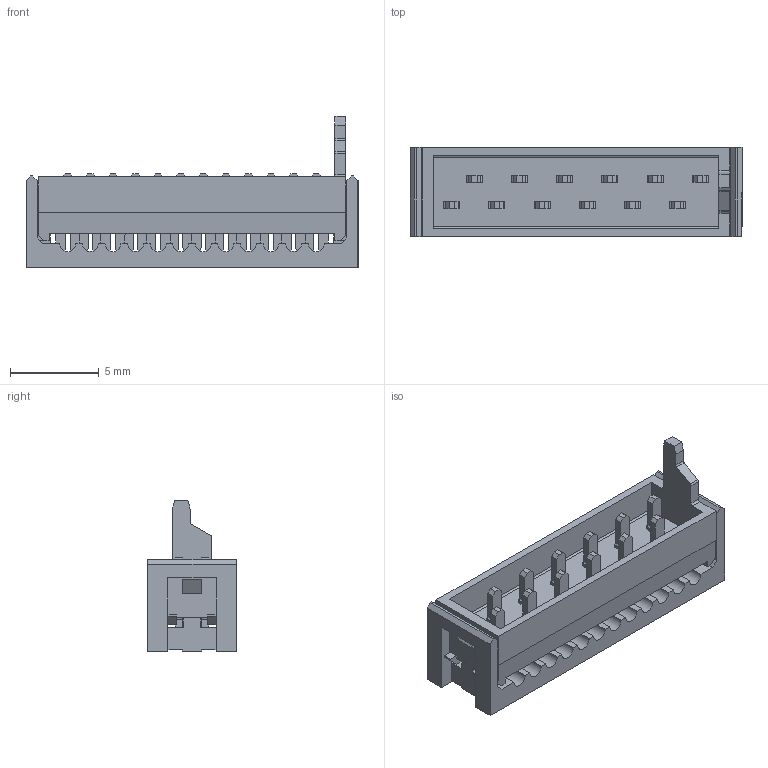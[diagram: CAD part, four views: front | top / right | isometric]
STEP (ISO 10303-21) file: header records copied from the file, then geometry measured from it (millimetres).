
FILE_DESCRIPTION(/* description */ ('Unknown'),/* implementation_level */ '2;1');
FILE_NAME(/* name */ '690157001272',/* time_stamp */ '2017-03-30T17:35:45+02:00',/* author */ ('Unknown'),/* organization */ ('Unknown'),/* preprocessor_version */ 'ST-DEVELOPER v16.7',/* originating_system */ 'DEX',/* authorisation */ $);
FILE_SCHEMA (('AUTOMOTIVE_DESIGN {1 0 10303 214 3 1 1}'));
Length unit declared in the file: millimetre
Products named in the file (4): 69015700xx72; 690157001272; 690157001272_Cover; 69015700xx72_Pin
Assembly tree (14 placements, depth 2):
  69015700xx72
    690157001272
    690157001272_Cover
    69015700xx72_Pin  x12
Bounding box: 18.67 x 5 x 8.5 mm (x, y, z)
Volume: 269 mm3; surface area: 1028.4 mm2
Topology: 14 solids, 14 shells, 732 faces, 2190 edges, 1460 vertices
Faces by surface type: plane 522, cylinder 210
Entity records: 11936 total; most frequent: ORIENTED_EDGE 2136, CARTESIAN_POINT 2131, DIRECTION 1860, EDGE_CURVE 1068, LINE 978, VECTOR 978, VERTEX_POINT 712, AXIS2_PLACEMENT_3D 441
